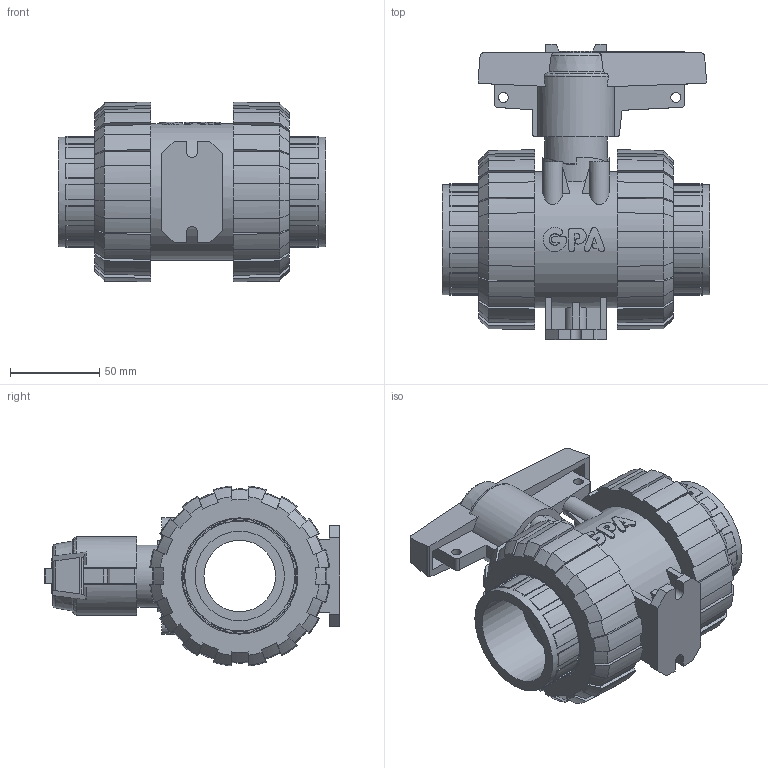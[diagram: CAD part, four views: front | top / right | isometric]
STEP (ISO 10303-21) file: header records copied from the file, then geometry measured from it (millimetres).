
FILE_DESCRIPTION(/* description */ ('PVC Ball Valve type M1 with EPDM gasket and PVC Sockets, Ø50/DN40, PN16'),/* implementation_level */ '2;1');
FILE_NAME(/* name */ 'M1IU-E-050',/* time_stamp */ '2022-08-04T16:47:02+02:00',/* author */ ('COAB Solutions - www.coabsolutions.com'),/* organization */ ('GPA Flowsystem'),/* preprocessor_version */ 'ST-DEVELOPER v18.1',/* originating_system */ 'coabsolutions.com',/* authorisation */ 'unknown authorization');
FILE_SCHEMA (('AUTOMOTIVE_DESIGN { 1 0 10303 214 3 1 1 }'));
Length unit declared in the file: millimetre
Products named in the file (1): M1IU-E-050
Bounding box: 149.8 x 165.37 x 100.56 mm (x, y, z)
Volume: 709928.5 mm3; surface area: 149733.5 mm2
Topology: 1 solids, 1 shells, 581 faces, 1684 edges, 1119 vertices
Faces by surface type: plane 328, cone 140, cylinder 84, bspline 21, torus 8
Full cylindrical faces by diameter (mm): 5.5 x2, 11.4 x4, 35 x1, 40 x1, 50 x2, 61.5 x2, 64 x2, 65 x2, 75.7 x2, 76.2 x1, 77.2 x2
Entity records: 20019 total; most frequent: CARTESIAN_POINT 5015, ORIENTED_EDGE 3368, DIRECTION 2963, EDGE_CURVE 1684, VERTEX_POINT 1119, AXIS2_PLACEMENT_3D 1072, LINE 819, VECTOR 819
